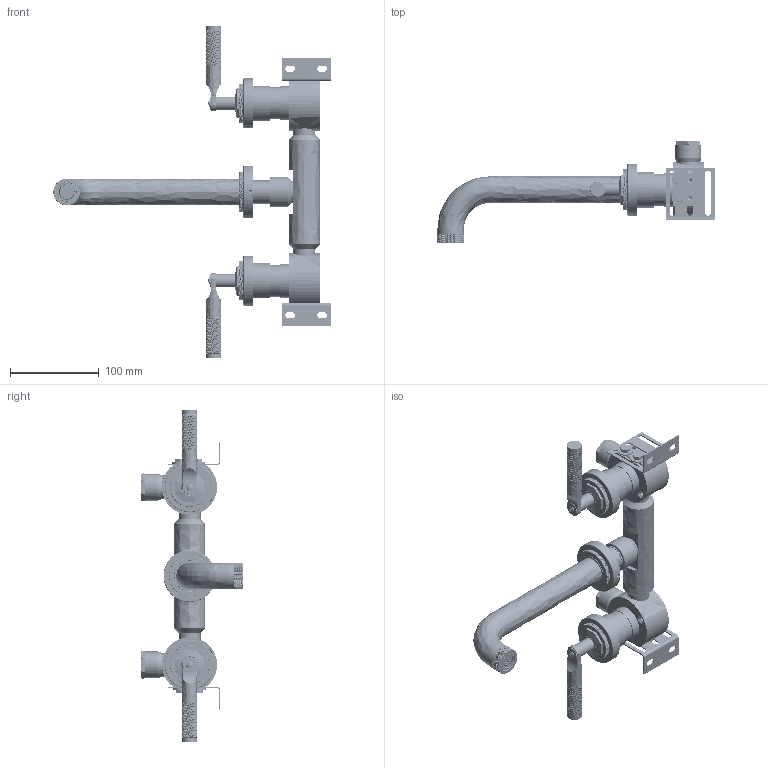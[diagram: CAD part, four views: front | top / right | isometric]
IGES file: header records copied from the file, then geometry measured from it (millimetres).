
Global section: file name: V7K47-2LK; native system: Autodesk Inventor 2018; preprocessor: unknown; author: aduggalther; date: 20171005.153437; units: centimetre
Bounding box: 312.3 x 114.5 x 374 mm (x, y, z)
Volume: 587371.3 mm3; surface area: 305301.7 mm2
Topology: 80 solids, 81 shells, 28001 faces, 60333 edges, 32805 vertices
Faces by surface type: bspline 28001
